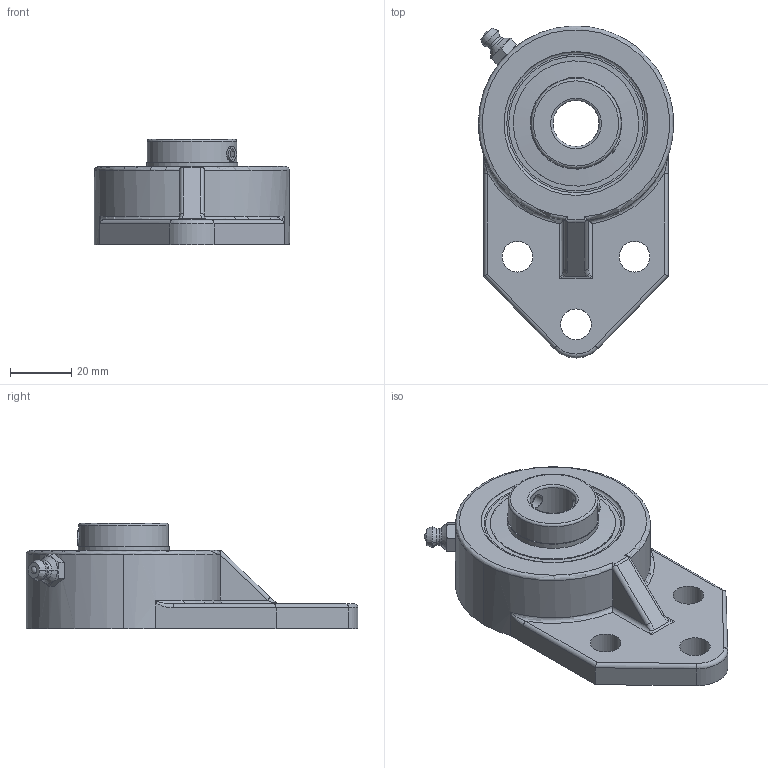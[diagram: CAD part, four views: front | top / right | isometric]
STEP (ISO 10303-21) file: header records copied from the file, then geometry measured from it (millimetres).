
FILE_DESCRIPTION(('HOOPS Exchange Step'),'2;1');
FILE_NAME('export-143D09B2-995E-4033-A33E-9D8F5F291A12.stp','2019-12-12T16:36:13+16:00',('ibuslach'),('Alibre'),'HOOPS Exchange 2019.2','Alibre','Unknown authorisation');
FILE_SCHEMA( ('AP242_MANAGED_MODEL_BASED_3D_ENGINEERING_MIM_LF {1 0 10303 442 1 1 4 }') );
Length unit declared in the file: centimetre
Products named in the file (7): MRN SFB 204; UCP ZERK 6mm; SUC 202 RACES; SUC 201 SS; SUC 201 SHIELD; MRN SUC 202; MRN SUCFB 202
Assembly tree (8 placements, depth 3):
  MRN SUCFB 202
    MRN SFB 204
    UCP ZERK 6mm
    MRN SUC 202
      SUC 202 RACES
      SUC 201 SS  x2
      SUC 201 SHIELD  x2
Bounding box: 63.5 x 108 x 34.2 mm (x, y, z)
Volume: 75183.3 mm3; surface area: 32292.3 mm2
Topology: 8 solids, 8 shells, 158 faces, 411 edges, 264 vertices
Faces by surface type: plane 54, cylinder 51, torus 18, cone 16, bspline 10, sphere 9
Full cylindrical faces by diameter (mm): 1.502 x2, 4.917 x4, 6 x2, 10 x3, 15 x1, 29.21 x3, 29.718 x2, 40 x1, 40.792 x2, 46.801 x1, 50.801 x1
Entity records: 8360 total; most frequent: CARTESIAN_POINT 4717, DIRECTION 755, ORIENTED_EDGE 716, EDGE_CURVE 358, AXIS2_PLACEMENT_3D 316, VERTEX_POINT 233, EDGE_LOOP 167, FACE_BOUND 167
